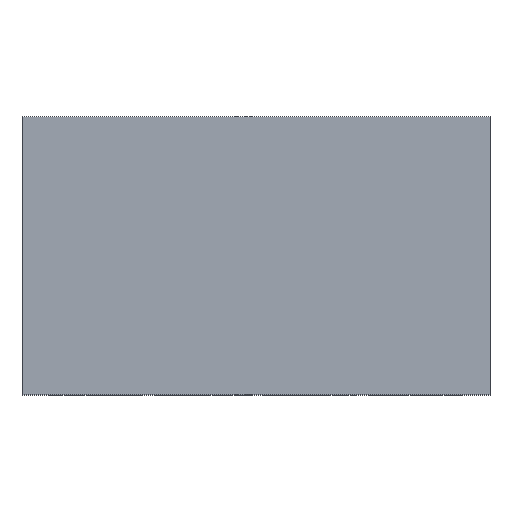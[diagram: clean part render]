
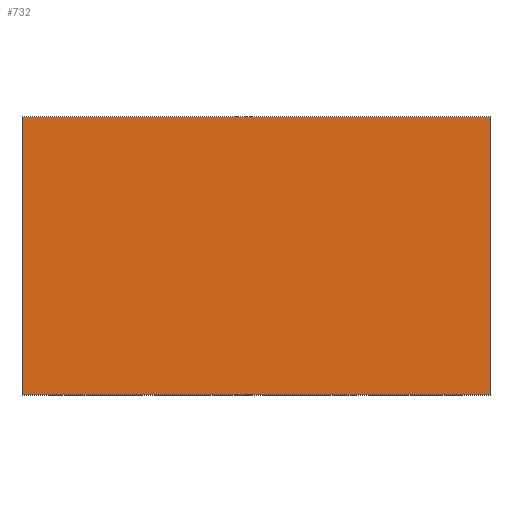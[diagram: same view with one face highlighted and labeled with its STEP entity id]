
A CAD part, top view. The second image highlights one B-rep face of the part: STEP entity #732.
In plain terms, the highlighted planar face has unit normal (0, 0, 1).
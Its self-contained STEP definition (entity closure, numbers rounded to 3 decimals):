
#22 = VERTEX_POINT('',#23);
#23 = CARTESIAN_POINT('',(-7.696,0.129,6.857));
#31 = EDGE_CURVE('',#32,#22,#34,.T.);
#32 = VERTEX_POINT('',#33);
#33 = CARTESIAN_POINT('',(7.696,0.129,6.857));
#34 = LINE('',#35,#36);
#35 = CARTESIAN_POINT('',(7.696,0.129,6.857));
#36 = VECTOR('',#37,1.);
#37 = DIRECTION('',(-1.,0.,0.));
#531 = VERTEX_POINT('',#532);
#532 = CARTESIAN_POINT('',(-7.696,9.273,6.857));
#538 = EDGE_CURVE('',#22,#531,#539,.T.);
#539 = LINE('',#540,#541);
#540 = CARTESIAN_POINT('',(-7.696,0.129,6.857));
#541 = VECTOR('',#542,1.);
#542 = DIRECTION('',(0.,1.,0.));
#713 = EDGE_CURVE('',#32,#714,#716,.T.);
#714 = VERTEX_POINT('',#715);
#715 = CARTESIAN_POINT('',(7.696,9.273,6.857));
#716 = LINE('',#717,#718);
#717 = CARTESIAN_POINT('',(7.696,0.129,6.857));
#718 = VECTOR('',#719,1.);
#719 = DIRECTION('',(0.,1.,0.));
#732 = ADVANCED_FACE('',(#733),#744,.T.);
#733 = FACE_BOUND('',#734,.F.);
#734 = EDGE_LOOP('',(#735,#736,#737,#743));
#735 = ORIENTED_EDGE('',*,*,#31,.T.);
#736 = ORIENTED_EDGE('',*,*,#538,.T.);
#737 = ORIENTED_EDGE('',*,*,#738,.F.);
#738 = EDGE_CURVE('',#714,#531,#739,.T.);
#739 = LINE('',#740,#741);
#740 = CARTESIAN_POINT('',(7.696,9.273,6.857));
#741 = VECTOR('',#742,1.);
#742 = DIRECTION('',(-1.,0.,0.));
#743 = ORIENTED_EDGE('',*,*,#713,.F.);
#744 = PLANE('',#745);
#745 = AXIS2_PLACEMENT_3D('',#746,#747,#748);
#746 = CARTESIAN_POINT('',(7.696,0.129,6.857));
#747 = DIRECTION('',(0.,0.,1.));
#748 = DIRECTION('',(-1.,0.,0.));
